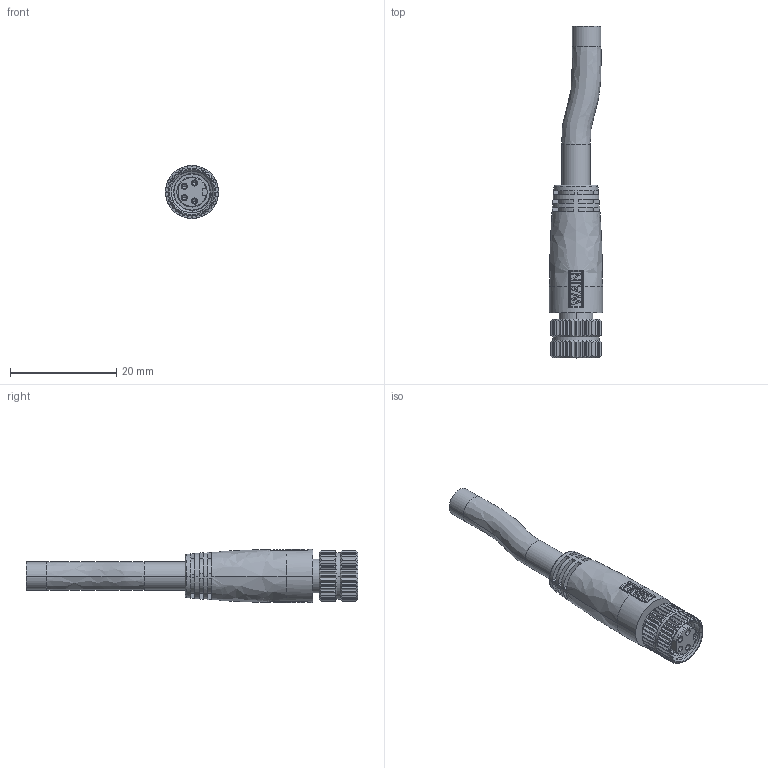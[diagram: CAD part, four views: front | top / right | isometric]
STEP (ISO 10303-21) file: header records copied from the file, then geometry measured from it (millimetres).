
FILE_DESCRIPTION((''),'2;1');
FILE_NAME('M8-FC04-T_SW0001','2024-03-15T',('13288'),(''),'PRO/ENGINEER BY PARAMETRIC TECHNOLOGY CORPORATION, 2012480','PRO/ENGINEER BY PARAMETRIC TECHNOLOGY CORPORATION, 2012480','');
FILE_SCHEMA(('CONFIG_CONTROL_DESIGN'));
Length unit declared in the file: inch
Products named in the file (1): M8-FC04-T_SW0001
Bounding box: 10 x 62.5 x 10 mm (x, y, z)
Volume: 2709.3 mm3; surface area: 2554.4 mm2
Topology: 1 solids, 1 shells, 587 faces, 1574 edges, 1010 vertices
Faces by surface type: plane 311, cylinder 158, cone 50, bspline 46, torus 22
Entity records: 23165 total; most frequent: CARTESIAN_POINT 9691, ORIENTED_EDGE 3132, DIRECTION 2338, EDGE_CURVE 1566, VERTEX_POINT 1010, AXIS2_PLACEMENT_3D 895, B_SPLINE_CURVE_WITH_KNOTS 664, EDGE_LOOP 616
